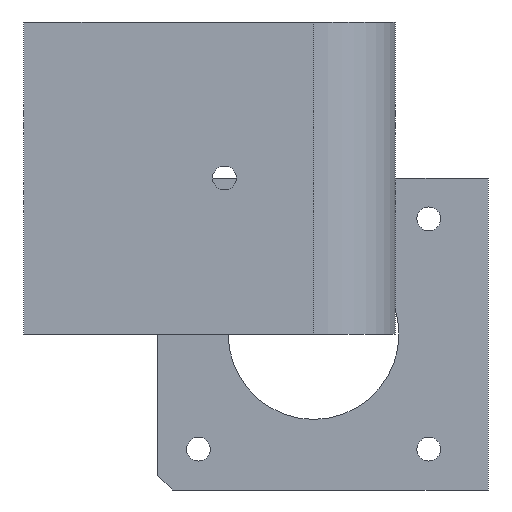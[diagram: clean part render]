
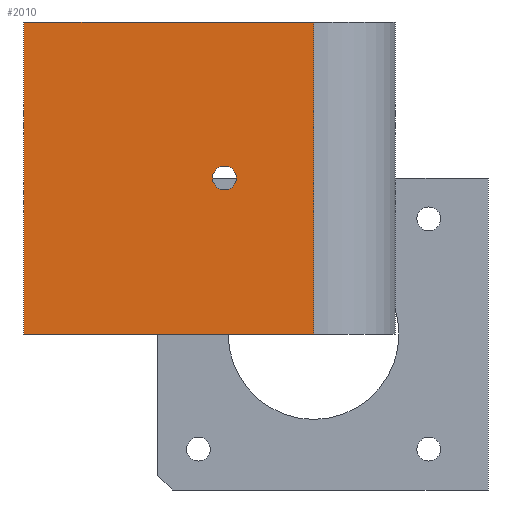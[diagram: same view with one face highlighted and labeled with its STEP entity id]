
A CAD part, front view. The second image highlights one B-rep face of the part: STEP entity #2010.
In plain terms, the highlighted planar face has unit normal (0, -1, 0).
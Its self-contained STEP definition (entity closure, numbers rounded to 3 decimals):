
#972 = PLANE('',#973);
#973 = AXIS2_PLACEMENT_3D('',#974,#975,#976);
#974 = CARTESIAN_POINT('',(-16.725,-81.004,0.));
#975 = DIRECTION('',(0.,0.,1.));
#976 = DIRECTION('',(1.,0.,0.));
#1363 = VERTEX_POINT('',#1364);
#1364 = CARTESIAN_POINT('',(-39.,-92.5,0.));
#1378 = PLANE('',#1379);
#1379 = AXIS2_PLACEMENT_3D('',#1380,#1381,#1382);
#1380 = CARTESIAN_POINT('',(-39.,-80.5,0.));
#1381 = DIRECTION('',(1.,0.,0.));
#1382 = DIRECTION('',(0.,-1.,0.));
#1390 = EDGE_CURVE('',#1363,#1391,#1393,.T.);
#1391 = VERTEX_POINT('',#1392);
#1392 = CARTESIAN_POINT('',(0.,-92.5,0.));
#1393 = SURFACE_CURVE('',#1394,(#1398,#1405),.PCURVE_S1.);
#1394 = LINE('',#1395,#1396);
#1395 = CARTESIAN_POINT('',(-39.,-92.5,0.));
#1396 = VECTOR('',#1397,1.);
#1397 = DIRECTION('',(1.,0.,0.));
#1398 = PCURVE('',#972,#1399);
#1399 = DEFINITIONAL_REPRESENTATION('',(#1400),#1404);
#1400 = LINE('',#1401,#1402);
#1401 = CARTESIAN_POINT('',(-22.275,-11.496));
#1402 = VECTOR('',#1403,1.);
#1403 = DIRECTION('',(1.,0.));
#1404 = ( GEOMETRIC_REPRESENTATION_CONTEXT(2) 
PARAMETRIC_REPRESENTATION_CONTEXT() REPRESENTATION_CONTEXT('2D SPACE',''
  ) );
#1405 = PCURVE('',#1406,#1411);
#1406 = PLANE('',#1407);
#1407 = AXIS2_PLACEMENT_3D('',#1408,#1409,#1410);
#1408 = CARTESIAN_POINT('',(-39.,-92.5,0.));
#1409 = DIRECTION('',(0.,1.,0.));
#1410 = DIRECTION('',(1.,0.,0.));
#1411 = DEFINITIONAL_REPRESENTATION('',(#1412),#1416);
#1412 = LINE('',#1413,#1414);
#1413 = CARTESIAN_POINT('',(0.,0.));
#1414 = VECTOR('',#1415,1.);
#1415 = DIRECTION('',(1.,0.));
#1416 = ( GEOMETRIC_REPRESENTATION_CONTEXT(2) 
PARAMETRIC_REPRESENTATION_CONTEXT() REPRESENTATION_CONTEXT('2D SPACE',''
  ) );
#1435 = CYLINDRICAL_SURFACE('',#1436,11.);
#1436 = AXIS2_PLACEMENT_3D('',#1437,#1438,#1439);
#1437 = CARTESIAN_POINT('',(0.,-81.5,0.));
#1438 = DIRECTION('',(-0.,-0.,-1.));
#1439 = DIRECTION('',(1.,0.,0.));
#1547 = PLANE('',#1548);
#1548 = AXIS2_PLACEMENT_3D('',#1549,#1550,#1551);
#1549 = CARTESIAN_POINT('',(-16.725,-81.004,42.));
#1550 = DIRECTION('',(0.,0.,1.));
#1551 = DIRECTION('',(1.,0.,0.));
#1915 = EDGE_CURVE('',#1391,#1916,#1918,.T.);
#1916 = VERTEX_POINT('',#1917);
#1917 = CARTESIAN_POINT('',(0.,-92.5,42.));
#1918 = SURFACE_CURVE('',#1919,(#1923,#1930),.PCURVE_S1.);
#1919 = LINE('',#1920,#1921);
#1920 = CARTESIAN_POINT('',(0.,-92.5,0.));
#1921 = VECTOR('',#1922,1.);
#1922 = DIRECTION('',(0.,0.,1.));
#1923 = PCURVE('',#1435,#1924);
#1924 = DEFINITIONAL_REPRESENTATION('',(#1925),#1929);
#1925 = LINE('',#1926,#1927);
#1926 = CARTESIAN_POINT('',(-4.712,0.));
#1927 = VECTOR('',#1928,1.);
#1928 = DIRECTION('',(-0.,-1.));
#1929 = ( GEOMETRIC_REPRESENTATION_CONTEXT(2) 
PARAMETRIC_REPRESENTATION_CONTEXT() REPRESENTATION_CONTEXT('2D SPACE',''
  ) );
#1930 = PCURVE('',#1406,#1931);
#1931 = DEFINITIONAL_REPRESENTATION('',(#1932),#1936);
#1932 = LINE('',#1933,#1934);
#1933 = CARTESIAN_POINT('',(39.,0.));
#1934 = VECTOR('',#1935,1.);
#1935 = DIRECTION('',(0.,-1.));
#1936 = ( GEOMETRIC_REPRESENTATION_CONTEXT(2) 
PARAMETRIC_REPRESENTATION_CONTEXT() REPRESENTATION_CONTEXT('2D SPACE',''
  ) );
#2010 = ADVANCED_FACE('',(#2011,#2059),#1406,.F.);
#2011 = FACE_BOUND('',#2012,.F.);
#2012 = EDGE_LOOP('',(#2013,#2036,#2057,#2058));
#2013 = ORIENTED_EDGE('',*,*,#2014,.T.);
#2014 = EDGE_CURVE('',#1363,#2015,#2017,.T.);
#2015 = VERTEX_POINT('',#2016);
#2016 = CARTESIAN_POINT('',(-39.,-92.5,42.));
#2017 = SURFACE_CURVE('',#2018,(#2022,#2029),.PCURVE_S1.);
#2018 = LINE('',#2019,#2020);
#2019 = CARTESIAN_POINT('',(-39.,-92.5,0.));
#2020 = VECTOR('',#2021,1.);
#2021 = DIRECTION('',(0.,0.,1.));
#2022 = PCURVE('',#1406,#2023);
#2023 = DEFINITIONAL_REPRESENTATION('',(#2024),#2028);
#2024 = LINE('',#2025,#2026);
#2025 = CARTESIAN_POINT('',(0.,0.));
#2026 = VECTOR('',#2027,1.);
#2027 = DIRECTION('',(0.,-1.));
#2028 = ( GEOMETRIC_REPRESENTATION_CONTEXT(2) 
PARAMETRIC_REPRESENTATION_CONTEXT() REPRESENTATION_CONTEXT('2D SPACE',''
  ) );
#2029 = PCURVE('',#1378,#2030);
#2030 = DEFINITIONAL_REPRESENTATION('',(#2031),#2035);
#2031 = LINE('',#2032,#2033);
#2032 = CARTESIAN_POINT('',(12.,0.));
#2033 = VECTOR('',#2034,1.);
#2034 = DIRECTION('',(0.,-1.));
#2035 = ( GEOMETRIC_REPRESENTATION_CONTEXT(2) 
PARAMETRIC_REPRESENTATION_CONTEXT() REPRESENTATION_CONTEXT('2D SPACE',''
  ) );
#2036 = ORIENTED_EDGE('',*,*,#2037,.T.);
#2037 = EDGE_CURVE('',#2015,#1916,#2038,.T.);
#2038 = SURFACE_CURVE('',#2039,(#2043,#2050),.PCURVE_S1.);
#2039 = LINE('',#2040,#2041);
#2040 = CARTESIAN_POINT('',(-39.,-92.5,42.));
#2041 = VECTOR('',#2042,1.);
#2042 = DIRECTION('',(1.,0.,0.));
#2043 = PCURVE('',#1406,#2044);
#2044 = DEFINITIONAL_REPRESENTATION('',(#2045),#2049);
#2045 = LINE('',#2046,#2047);
#2046 = CARTESIAN_POINT('',(0.,-42.));
#2047 = VECTOR('',#2048,1.);
#2048 = DIRECTION('',(1.,0.));
#2049 = ( GEOMETRIC_REPRESENTATION_CONTEXT(2) 
PARAMETRIC_REPRESENTATION_CONTEXT() REPRESENTATION_CONTEXT('2D SPACE',''
  ) );
#2050 = PCURVE('',#1547,#2051);
#2051 = DEFINITIONAL_REPRESENTATION('',(#2052),#2056);
#2052 = LINE('',#2053,#2054);
#2053 = CARTESIAN_POINT('',(-22.275,-11.496));
#2054 = VECTOR('',#2055,1.);
#2055 = DIRECTION('',(1.,0.));
#2056 = ( GEOMETRIC_REPRESENTATION_CONTEXT(2) 
PARAMETRIC_REPRESENTATION_CONTEXT() REPRESENTATION_CONTEXT('2D SPACE',''
  ) );
#2057 = ORIENTED_EDGE('',*,*,#1915,.F.);
#2058 = ORIENTED_EDGE('',*,*,#1390,.F.);
#2059 = FACE_BOUND('',#2060,.F.);
#2060 = EDGE_LOOP('',(#2061));
#2061 = ORIENTED_EDGE('',*,*,#2062,.T.);
#2062 = EDGE_CURVE('',#2063,#2063,#2065,.T.);
#2063 = VERTEX_POINT('',#2064);
#2064 = CARTESIAN_POINT('',(-10.4,-92.5,21.));
#2065 = SURFACE_CURVE('',#2066,(#2071,#2082),.PCURVE_S1.);
#2066 = CIRCLE('',#2067,1.6);
#2067 = AXIS2_PLACEMENT_3D('',#2068,#2069,#2070);
#2068 = CARTESIAN_POINT('',(-12.,-92.5,21.));
#2069 = DIRECTION('',(0.,-1.,0.));
#2070 = DIRECTION('',(1.,0.,0.));
#2071 = PCURVE('',#1406,#2072);
#2072 = DEFINITIONAL_REPRESENTATION('',(#2073),#2081);
#2073 = ( BOUNDED_CURVE() B_SPLINE_CURVE(2,(#2074,#2075,#2076,#2077,
#2078,#2079,#2080),.UNSPECIFIED.,.T.,.F.) B_SPLINE_CURVE_WITH_KNOTS((1,2
    ,2,2,2,1),(-2.094,0.,2.094,4.189,
6.283,8.378),.UNSPECIFIED.) CURVE() 
GEOMETRIC_REPRESENTATION_ITEM() RATIONAL_B_SPLINE_CURVE((1.,0.5,1.,0.5,
1.,0.5,1.)) REPRESENTATION_ITEM('') );
#2074 = CARTESIAN_POINT('',(28.6,-21.));
#2075 = CARTESIAN_POINT('',(28.6,-23.771));
#2076 = CARTESIAN_POINT('',(26.2,-22.386));
#2077 = CARTESIAN_POINT('',(23.8,-21.));
#2078 = CARTESIAN_POINT('',(26.2,-19.614));
#2079 = CARTESIAN_POINT('',(28.6,-18.229));
#2080 = CARTESIAN_POINT('',(28.6,-21.));
#2081 = ( GEOMETRIC_REPRESENTATION_CONTEXT(2) 
PARAMETRIC_REPRESENTATION_CONTEXT() REPRESENTATION_CONTEXT('2D SPACE',''
  ) );
#2082 = PCURVE('',#2083,#2088);
#2083 = CYLINDRICAL_SURFACE('',#2084,1.6);
#2084 = AXIS2_PLACEMENT_3D('',#2085,#2086,#2087);
#2085 = CARTESIAN_POINT('',(-12.,-92.5,21.));
#2086 = DIRECTION('',(0.,-1.,0.));
#2087 = DIRECTION('',(1.,0.,0.));
#2088 = DEFINITIONAL_REPRESENTATION('',(#2089),#2093);
#2089 = LINE('',#2090,#2091);
#2090 = CARTESIAN_POINT('',(0.,0.));
#2091 = VECTOR('',#2092,1.);
#2092 = DIRECTION('',(1.,0.));
#2093 = ( GEOMETRIC_REPRESENTATION_CONTEXT(2) 
PARAMETRIC_REPRESENTATION_CONTEXT() REPRESENTATION_CONTEXT('2D SPACE',''
  ) );
